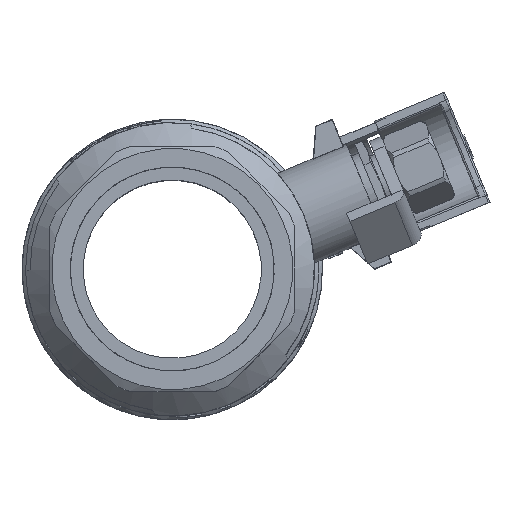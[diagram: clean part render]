
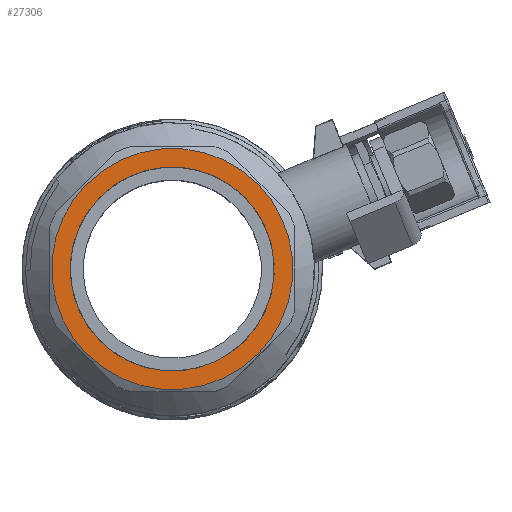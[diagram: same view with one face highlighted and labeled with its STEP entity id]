
A CAD part, top view. The second image highlights one B-rep face of the part: STEP entity #27306.
In plain terms, the highlighted planar face has unit normal (0, 0, 1).
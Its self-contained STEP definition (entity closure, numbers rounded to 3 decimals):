
#2410=CIRCLE('',#39326,33.5);
#2411=CIRCLE('',#39328,28.329);
#9236=ORIENTED_EDGE('',*,*,#14188,.T.);
#9237=ORIENTED_EDGE('',*,*,#14189,.F.);
#14188=EDGE_CURVE('',#17231,#17231,#2410,.T.);
#14189=EDGE_CURVE('',#17232,#17232,#2411,.T.);
#17231=VERTEX_POINT('',#59767);
#17232=VERTEX_POINT('',#59770);
#22871=EDGE_LOOP('',(#9236));
#22872=EDGE_LOOP('',(#9237));
#24504=FACE_BOUND('',#22871,.T.);
#24505=FACE_BOUND('',#22872,.T.);
#25890=PLANE('',#39327);
#27306=ADVANCED_FACE('',(#24504,#24505),#25890,.T.);
#39326=AXIS2_PLACEMENT_3D('',#59766,#47353,#47354);
#39327=AXIS2_PLACEMENT_3D('',#59768,#47355,#47356);
#39328=AXIS2_PLACEMENT_3D('',#59769,#47357,#47358);
#47353=DIRECTION('',(0.,0.,1.));
#47354=DIRECTION('',(0.707,0.707,0.));
#47355=DIRECTION('',(0.,0.,1.));
#47356=DIRECTION('',(1.,0.,0.));
#47357=DIRECTION('',(0.,0.,1.));
#47358=DIRECTION('',(0.707,0.707,0.));
#59766=CARTESIAN_POINT('',(0.,0.,22.));
#59767=CARTESIAN_POINT('',(23.688,23.688,22.));
#59768=CARTESIAN_POINT('',(0.,0.,22.));
#59769=CARTESIAN_POINT('',(0.,0.,22.));
#59770=CARTESIAN_POINT('',(20.032,20.032,22.));
